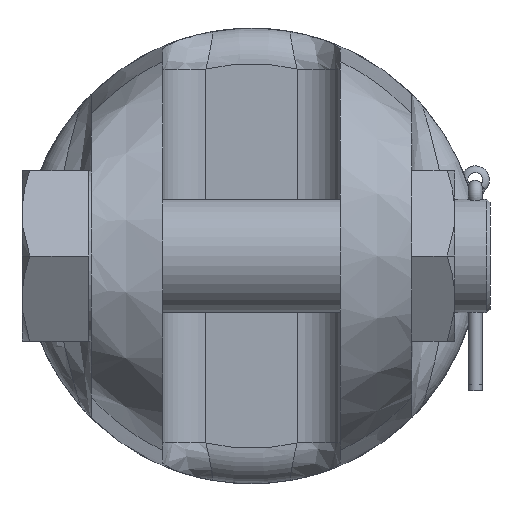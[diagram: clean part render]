
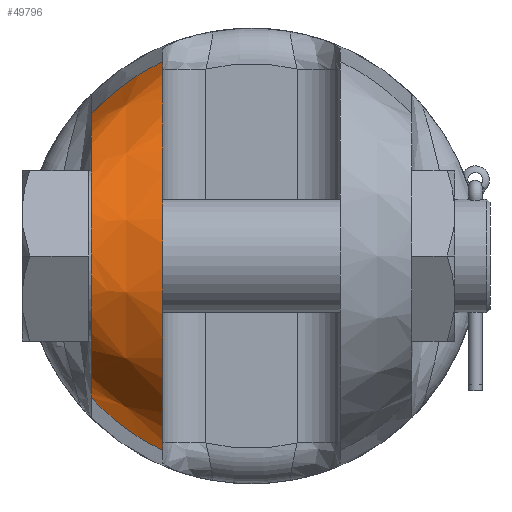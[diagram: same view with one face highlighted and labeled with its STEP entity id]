
A CAD part, front view. The second image highlights one B-rep face of the part: STEP entity #49796.
In plain terms, the highlighted free-form (B-spline) face has degree [3, 3] with [10, 6] control points.
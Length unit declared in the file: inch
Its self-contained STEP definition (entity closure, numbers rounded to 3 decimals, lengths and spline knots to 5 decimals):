
#45811=CARTESIAN_POINT('',(-1.15205,-2.995,1.47932));
#45812=CARTESIAN_POINT('',(-1.1367,-2.995,1.49128));
#45813=CARTESIAN_POINT('',(-1.01302,-2.995,1.5845));
#45814=CARTESIAN_POINT('',(-0.88933,-2.995,1.65497));
#45815=CARTESIAN_POINT('',(-0.781,-2.995,1.7046));
#45820=CARTESIAN_POINT('',(-1.406,-2.995,1.24048));
#45821=CARTESIAN_POINT('',(-1.358,-2.995,1.29488));
#45822=CARTESIAN_POINT('',(-1.27335,-2.995,1.37982));
#45823=CARTESIAN_POINT('',(-1.1887,-2.995,1.45078));
#45824=CARTESIAN_POINT('',(-1.15205,-2.995,1.47932));
#45836=CARTESIAN_POINT('',(-1.406,-2.995,-1.24048));
#45837=CARTESIAN_POINT('',(-1.406,-3.19272,-1.26087));
#45838=CARTESIAN_POINT('',(-1.406,-3.59788,-1.20528));
#45839=CARTESIAN_POINT('',(-1.406,-4.09926,-0.85154));
#45840=CARTESIAN_POINT('',(-1.406,-4.38158,-0.30679));
#45841=CARTESIAN_POINT('',(-1.406,-4.38158,0.30679));
#45842=CARTESIAN_POINT('',(-1.406,-4.09926,0.85154));
#45843=CARTESIAN_POINT('',(-1.406,-3.59788,1.20528));
#45844=CARTESIAN_POINT('',(-1.406,-3.19272,1.26087));
#45845=CARTESIAN_POINT('',(-1.406,-2.995,1.24048));
#46486=CARTESIAN_POINT('',(-1.15205,-2.995,
-1.47932));
#46487=CARTESIAN_POINT('',(-1.1367,-2.995,
-1.49128));
#46488=CARTESIAN_POINT('',(-1.01302,-2.995,
-1.5845));
#46489=CARTESIAN_POINT('',(-0.88933,-2.995,-1.65497));
#46490=CARTESIAN_POINT('',(-0.781,-2.995,-1.7046));
#46495=CARTESIAN_POINT('',(-1.406,-2.995,-1.24048));
#46496=CARTESIAN_POINT('',(-1.358,-2.995,-1.29488));
#46497=CARTESIAN_POINT('',(-1.27335,-2.995,
-1.37982));
#46498=CARTESIAN_POINT('',(-1.1887,-2.995,
-1.45078));
#46499=CARTESIAN_POINT('',(-1.15205,-2.995,
-1.47932));
#46511=CARTESIAN_POINT('',(-0.781,-2.995,-1.7046));
#46512=CARTESIAN_POINT('',(-0.781,-3.21539,-1.65688));
#46513=CARTESIAN_POINT('',(-0.781,-3.63733,-1.4749));
#46514=CARTESIAN_POINT('',(-0.781,-4.12004,-0.98278));
#46515=CARTESIAN_POINT('',(-0.781,-4.38076,-0.34466));
#46516=CARTESIAN_POINT('',(-0.781,-4.38076,0.34466));
#46517=CARTESIAN_POINT('',(-0.781,-4.12004,0.98278));
#46518=CARTESIAN_POINT('',(-0.781,-3.63733,1.4749));
#46519=CARTESIAN_POINT('',(-0.781,-3.21539,1.65688));
#46520=CARTESIAN_POINT('',(-0.781,-2.995,1.7046));
#48250=VERTEX_POINT('',#45836);
#48251=VERTEX_POINT('',#45845);
#48252=VERTEX_POINT('',#46511);
#48253=VERTEX_POINT('',#46520);
#48254=VERTEX_POINT('',#45824);
#48255=VERTEX_POINT('',#46499);
#49726=CARTESIAN_POINT('',(-1.41118,-2.95365,
-1.22941));
#49727=CARTESIAN_POINT('',(-1.36145,-2.95284,
-1.28807));
#49728=CARTESIAN_POINT('',(-1.25973,-2.95155,
-1.39375));
#49729=CARTESIAN_POINT('',(-1.04758,-2.94973,
-1.57055));
#49730=CARTESIAN_POINT('',(-0.88516,-2.94897,
-1.66532));
#49731=CARTESIAN_POINT('',(-0.77474,-2.94857,
-1.71692));
#49732=CARTESIAN_POINT('',(-1.41118,-3.16391,
-1.25944));
#49733=CARTESIAN_POINT('',(-1.36145,-3.16741,
-1.30869));
#49734=CARTESIAN_POINT('',(-1.25973,-3.17297,
-1.39767));
#49735=CARTESIAN_POINT('',(-1.04758,-3.18082,
-1.54724));
#49736=CARTESIAN_POINT('',(-0.88516,-3.18411,
-1.62794));
#49737=CARTESIAN_POINT('',(-0.77474,-3.18583,
-1.67194));
#49738=CARTESIAN_POINT('',(-1.41118,-3.5855,
-1.21022));
#49739=CARTESIAN_POINT('',(-1.36145,-3.59213,
-1.24218));
#49740=CARTESIAN_POINT('',(-1.25973,-3.60257,
-1.30091));
#49741=CARTESIAN_POINT('',(-1.04758,-3.61711,
-1.40174));
#49742=CARTESIAN_POINT('',(-0.88516,-3.62312,
-1.45755));
#49743=CARTESIAN_POINT('',(-0.77474,-3.62624,
-1.48812));
#49744=CARTESIAN_POINT('',(-1.41118,-4.0989,
-0.85008));
#49745=CARTESIAN_POINT('',(-1.36145,-4.1024,
-0.8642));
#49746=CARTESIAN_POINT('',(-1.25973,-4.10787,
-0.89125));
#49747=CARTESIAN_POINT('',(-1.04758,-4.11544,
-0.93985));
#49748=CARTESIAN_POINT('',(-0.88516,-4.11853,
-0.96809));
#49749=CARTESIAN_POINT('',(-0.77474,-4.12013,
-0.98367));
#49750=CARTESIAN_POINT('',(-1.41118,-4.3816,
-0.3064));
#49751=CARTESIAN_POINT('',(-1.36145,-4.38146,
-0.31015));
#49752=CARTESIAN_POINT('',(-1.25973,-4.38124,
-0.31766));
#49753=CARTESIAN_POINT('',(-1.04758,-4.38094,
-0.33172));
#49754=CARTESIAN_POINT('',(-0.88516,-4.38082,
-0.34022));
#49755=CARTESIAN_POINT('',(-0.77474,-4.38075,
-0.34493));
#49756=CARTESIAN_POINT('',(-1.41118,-4.3816,
0.3064));
#49757=CARTESIAN_POINT('',(-1.36145,-4.38146,
0.31015));
#49758=CARTESIAN_POINT('',(-1.25973,-4.38124,
0.31766));
#49759=CARTESIAN_POINT('',(-1.04758,-4.38094,
0.33172));
#49760=CARTESIAN_POINT('',(-0.88516,-4.38082,
0.34022));
#49761=CARTESIAN_POINT('',(-0.77474,-4.38075,
0.34493));
#49762=CARTESIAN_POINT('',(-1.41118,-4.0989,
0.85008));
#49763=CARTESIAN_POINT('',(-1.36145,-4.1024,
0.8642));
#49764=CARTESIAN_POINT('',(-1.25973,-4.10787,
0.89125));
#49765=CARTESIAN_POINT('',(-1.04758,-4.11544,
0.93985));
#49766=CARTESIAN_POINT('',(-0.88516,-4.11853,
0.96809));
#49767=CARTESIAN_POINT('',(-0.77474,-4.12013,
0.98367));
#49768=CARTESIAN_POINT('',(-1.41118,-3.5855,
1.21022));
#49769=CARTESIAN_POINT('',(-1.36145,-3.59213,
1.24218));
#49770=CARTESIAN_POINT('',(-1.25973,-3.60257,
1.30091));
#49771=CARTESIAN_POINT('',(-1.04758,-3.61711,
1.40174));
#49772=CARTESIAN_POINT('',(-0.88516,-3.62311,
1.45755));
#49773=CARTESIAN_POINT('',(-0.77474,-3.62624,
1.48812));
#49774=CARTESIAN_POINT('',(-1.41118,-3.16391,
1.25944));
#49775=CARTESIAN_POINT('',(-1.36145,-3.1674,
1.30869));
#49776=CARTESIAN_POINT('',(-1.25973,-3.17297,
1.39767));
#49777=CARTESIAN_POINT('',(-1.04758,-3.18082,
1.54724));
#49778=CARTESIAN_POINT('',(-0.88516,-3.18411,
1.62794));
#49779=CARTESIAN_POINT('',(-0.77474,-3.18583,
1.67194));
#49780=CARTESIAN_POINT('',(-1.41118,-2.95364,
1.22941));
#49781=CARTESIAN_POINT('',(-1.36145,-2.95283,
1.28807));
#49782=CARTESIAN_POINT('',(-1.25973,-2.95154,
1.39375));
#49783=CARTESIAN_POINT('',(-1.04758,-2.94972,
1.57055));
#49784=CARTESIAN_POINT('',(-0.88516,-2.94896,
1.66532));
#49785=CARTESIAN_POINT('',(-0.77474,-2.94856,
1.71692));
#49786=B_SPLINE_SURFACE_WITH_KNOTS('',3,3,((#49726,#49727,#49728,#49729,#49730,
#49731),(#49732,#49733,#49734,#49735,#49736,#49737),(#49738,#49739,#49740,
#49741,#49742,#49743),(#49744,#49745,#49746,#49747,#49748,#49749),(#49750,
#49751,#49752,#49753,#49754,#49755),(#49756,#49757,#49758,#49759,#49760,#49761),
(#49762,#49763,#49764,#49765,#49766,#49767),(#49768,#49769,#49770,#49771,#49772,
#49773),(#49774,#49775,#49776,#49777,#49778,#49779),(#49780,#49781,#49782,
#49783,#49784,#49785)),.UNSPECIFIED.,.F.,.F.,.F.,(4,1,1,1,1,1,1,4),(4,1,1,4),(
-0.01,0.14286,0.28571,0.42857,
0.57143,0.71429,0.85714,1.01),(
-0.00828,0.2304,0.48,1.01001),.UNSPECIFIED.);
#49787=ORIENTED_EDGE('',*,*,#49164,.T.);
#49788=ORIENTED_EDGE('',*,*,#49151,.T.);
#49789=ORIENTED_EDGE('',*,*,#49149,.T.);
#49791=ORIENTED_EDGE('',*,*,#49790,.F.);
#49792=ORIENTED_EDGE('',*,*,#49341,.F.);
#49793=ORIENTED_EDGE('',*,*,#49339,.F.);
#49794=EDGE_LOOP('',(#49787,#49788,#49789,#49791,#49792,#49793));
#49795=FACE_OUTER_BOUND('',#49794,.F.);
#45816=B_SPLINE_CURVE_WITH_KNOTS('',3,(#45811,#45812,#45813,#45814,#45815),
.UNSPECIFIED.,.F.,.F.,(4,1,4),(0.,0.1241,1.),.UNSPECIFIED.);
#45825=B_SPLINE_CURVE_WITH_KNOTS('',3,(#45820,#45821,#45822,#45823,#45824),
.UNSPECIFIED.,.F.,.F.,(4,1,4),(0.,0.56703,1.),.UNSPECIFIED.);
#45846=B_SPLINE_CURVE_WITH_KNOTS('',3,(#45836,#45837,#45838,#45839,#45840,
#45841,#45842,#45843,#45844,#45845),.UNSPECIFIED.,.F.,.F.,(4,1,1,1,1,1,1,4),(
0.,0.14286,0.28571,0.42857,0.57143,
0.71429,0.85714,1.),.UNSPECIFIED.);
#46491=B_SPLINE_CURVE_WITH_KNOTS('',3,(#46486,#46487,#46488,#46489,#46490),
.UNSPECIFIED.,.F.,.F.,(4,1,4),(0.,0.1241,1.),.UNSPECIFIED.);
#46500=B_SPLINE_CURVE_WITH_KNOTS('',3,(#46495,#46496,#46497,#46498,#46499),
.UNSPECIFIED.,.F.,.F.,(4,1,4),(0.,0.56703,1.),.UNSPECIFIED.);
#46521=B_SPLINE_CURVE_WITH_KNOTS('',3,(#46511,#46512,#46513,#46514,#46515,
#46516,#46517,#46518,#46519,#46520),.UNSPECIFIED.,.F.,.F.,(4,1,1,1,1,1,1,4),(
0.,0.14286,0.28571,0.42857,0.57143,
0.71429,0.85714,1.),.UNSPECIFIED.);
#49149=EDGE_CURVE('',#48254,#48253,#45816,.T.);
#49151=EDGE_CURVE('',#48251,#48254,#45825,.T.);
#49164=EDGE_CURVE('',#48250,#48251,#45846,.T.);
#49339=EDGE_CURVE('',#48250,#48255,#46500,.T.);
#49341=EDGE_CURVE('',#48255,#48252,#46491,.T.);
#49790=EDGE_CURVE('',#48252,#48253,#46521,.T.);
#49796=ADVANCED_FACE('',(#49795),#49786,.F.);
